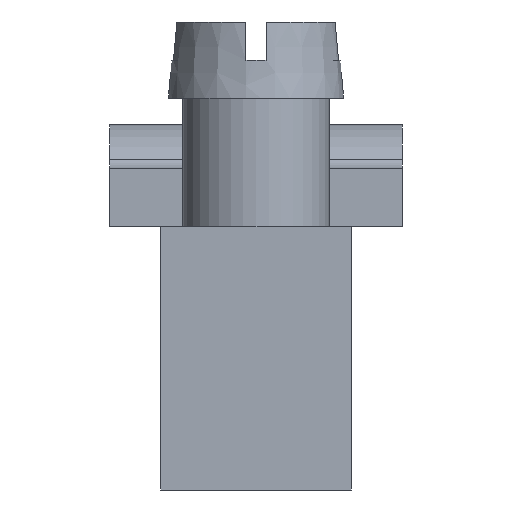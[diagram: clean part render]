
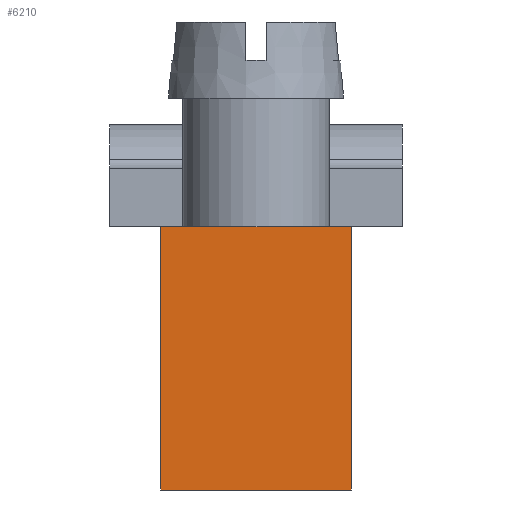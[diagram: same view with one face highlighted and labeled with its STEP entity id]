
A CAD part, left-side view. The second image highlights one B-rep face of the part: STEP entity #6210.
In plain terms, the highlighted planar face has unit normal (-1, 0, 0).
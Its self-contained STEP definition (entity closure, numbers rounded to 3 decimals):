
#522=ORIENTED_EDGE('',*,*,#1800,.T.);
#523=ORIENTED_EDGE('',*,*,#1679,.F.);
#524=ORIENTED_EDGE('',*,*,#1801,.F.);
#525=ORIENTED_EDGE('',*,*,#1802,.T.);
#1679=EDGE_CURVE('',#2318,#2319,#2753,.T.);
#1800=EDGE_CURVE('',#2439,#2319,#2831,.T.);
#1801=EDGE_CURVE('',#2440,#2318,#2832,.T.);
#1802=EDGE_CURVE('',#2440,#2439,#2833,.T.);
#2318=VERTEX_POINT('',#8194);
#2319=VERTEX_POINT('',#8196);
#2439=VERTEX_POINT('',#8475);
#2440=VERTEX_POINT('',#8477);
#2753=LINE('',#8195,#3086);
#2831=LINE('',#8474,#3164);
#2832=LINE('',#8476,#3165);
#2833=LINE('',#8478,#3166);
#3086=VECTOR('',#6943,1000.);
#3164=VECTOR('',#7183,1000.);
#3165=VECTOR('',#7184,1000.);
#3166=VECTOR('',#7185,1000.);
#3463=EDGE_LOOP('',(#522,#523,#524,#525));
#3822=FACE_BOUND('',#3463,.T.);
#4167=PLANE('',#6532);
#6210=ADVANCED_FACE('',(#3822),#4167,.F.);
#6532=AXIS2_PLACEMENT_3D('',#8473,#7181,#7182);
#6943=DIRECTION('',(0.,-1.,0.));
#7181=DIRECTION('',(1.,0.,0.));
#7182=DIRECTION('',(0.,0.,-1.));
#7183=DIRECTION('',(0.,0.,1.));
#7184=DIRECTION('',(0.,0.,1.));
#7185=DIRECTION('',(0.,-1.,0.));
#8194=CARTESIAN_POINT('',(-62.,6.5,0.));
#8195=CARTESIAN_POINT('',(-62.,6.5,0.));
#8196=CARTESIAN_POINT('',(-62.,0.,0.));
#8473=CARTESIAN_POINT('',(-62.,6.5,-9.));
#8474=CARTESIAN_POINT('',(-62.,0.,-9.));
#8475=CARTESIAN_POINT('',(-62.,0.,-9.));
#8476=CARTESIAN_POINT('',(-62.,6.5,-9.));
#8477=CARTESIAN_POINT('',(-62.,6.5,-9.));
#8478=CARTESIAN_POINT('',(-62.,6.5,-9.));
